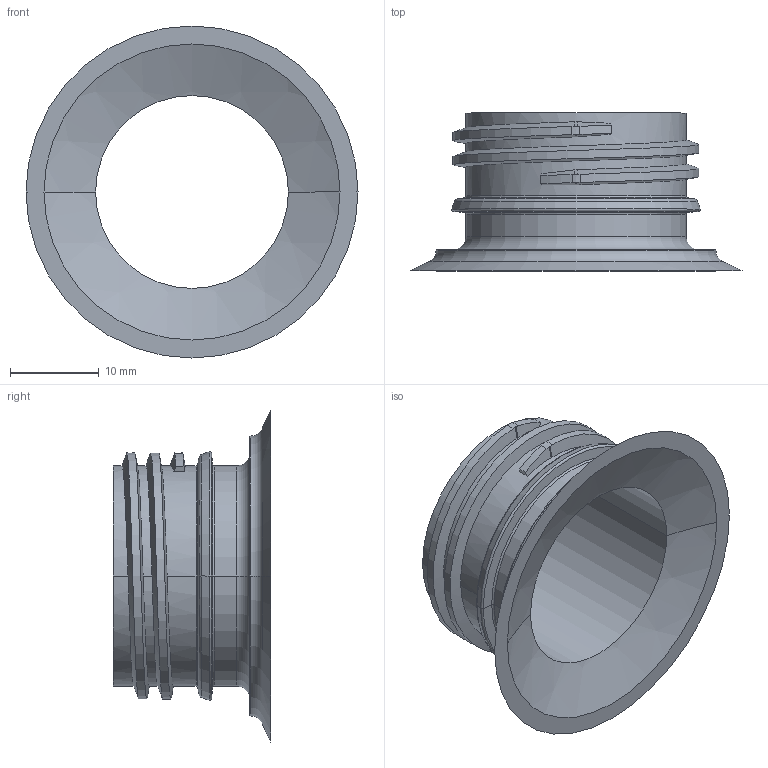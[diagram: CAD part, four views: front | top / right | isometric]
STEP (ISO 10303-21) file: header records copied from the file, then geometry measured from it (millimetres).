
FILE_DESCRIPTION (( 'STEP AP214' ), '1' );
FILE_NAME ('PCO 1881.STEP', '2024-11-29T06:40:07', ( '' ), ( '' ), 'SwSTEP 2.0', 'SolidWorks 2019', '' );
FILE_SCHEMA (( 'AUTOMOTIVE_DESIGN' ));
Length unit declared in the file: millimetre
Products named in the file (1): PCO 1881
Bounding box: 37.36 x 17.76 x 37.36 mm (x, y, z)
Volume: 2936.6 mm3; surface area: 4424.6 mm2
Topology: 1 solids, 1 shells, 53 faces, 126 edges, 76 vertices
Faces by surface type: bspline 15, torus 12, cylinder 11, cone 6, plane 5, sphere 4
Entity records: 2230 total; most frequent: CARTESIAN_POINT 1090, ORIENTED_EDGE 252, DIRECTION 207, EDGE_CURVE 126, AXIS2_PLACEMENT_3D 91, VERTEX_POINT 76, EDGE_LOOP 56, ADVANCED_FACE 53
